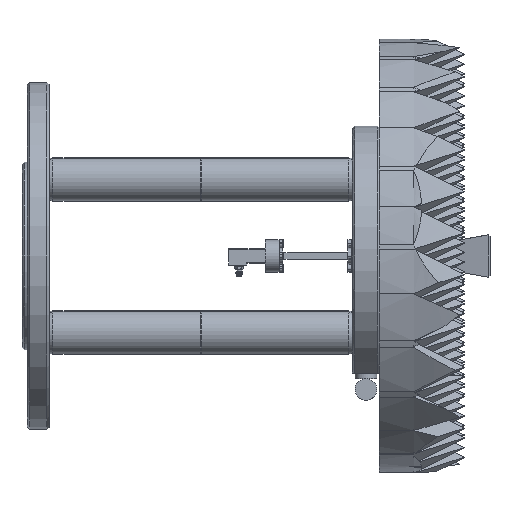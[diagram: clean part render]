
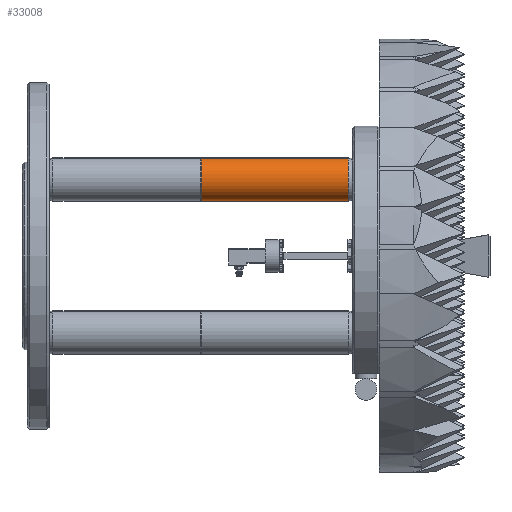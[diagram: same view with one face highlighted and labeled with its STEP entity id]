
A CAD part, left-side view. The second image highlights one B-rep face of the part: STEP entity #33008.
In plain terms, the highlighted cylindrical face has radius 12.7 mm (diameter 25.4 mm), a partial arc.
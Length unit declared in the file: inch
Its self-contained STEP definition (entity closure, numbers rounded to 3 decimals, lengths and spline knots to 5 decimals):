
#2329 = VERTEX_POINT ( 'NONE', #22314 ) ;
#3184 = CARTESIAN_POINT ( 'NONE',  ( -1.76777, -6.28594, 1.76777 ) ) ;
#3237 = VERTEX_POINT ( 'NONE', #20310 ) ;
#3423 = DIRECTION ( 'NONE',  ( 0., -1., 0. ) ) ;
#5310 = AXIS2_PLACEMENT_3D ( 'NONE', #20337, #13835, #45230 ) ;
#6085 = CIRCLE ( 'NONE', #5310, 0.5 ) ;
#8062 = ORIENTED_EDGE ( 'NONE', *, *, #30094, .T. ) ;
#8940 = CARTESIAN_POINT ( 'NONE',  ( -1.76777, -3.51, 1.76777 ) ) ;
#9762 = VERTEX_POINT ( 'NONE', #38526 ) ;
#10594 = DIRECTION ( 'NONE',  ( 0., 1., 0. ) ) ;
#10798 = EDGE_CURVE ( 'NONE', #33862, #3237, #28472, .T. ) ;
#11935 = DIRECTION ( 'NONE',  ( 0., 1., 0. ) ) ;
#12494 = EDGE_CURVE ( 'NONE', #33862, #2329, #6085, .T. ) ;
#13835 = DIRECTION ( 'NONE',  ( 0., -1., 0. ) ) ;
#15395 = ORIENTED_EDGE ( 'NONE', *, *, #12494, .F. ) ;
#15610 = VECTOR ( 'NONE', #10594, 39.37008 ) ;
#17605 = DIRECTION ( 'NONE',  ( 0.286, 0., -0.958 ) ) ;
#20310 = CARTESIAN_POINT ( 'NONE',  ( -1.91088, -3.51, 2.24685 ) ) ;
#20337 = CARTESIAN_POINT ( 'NONE',  ( -1.76777, -6.91, 1.76777 ) ) ;
#21499 = ORIENTED_EDGE ( 'NONE', *, *, #10798, .T. ) ;
#22314 = CARTESIAN_POINT ( 'NONE',  ( -1.62465, -6.91, 1.28869 ) ) ;
#24837 = ORIENTED_EDGE ( 'NONE', *, *, #41435, .F. ) ;
#28472 = LINE ( 'NONE', #38687, #15610 ) ;
#28798 = AXIS2_PLACEMENT_3D ( 'NONE', #8940, #11935, #36554 ) ;
#29998 = CARTESIAN_POINT ( 'NONE',  ( -1.91088, -6.91, 2.24685 ) ) ;
#30094 = EDGE_CURVE ( 'NONE', #9762, #2329, #36092, .T. ) ;
#30600 = EDGE_LOOP ( 'NONE', ( #24837, #8062, #15395, #21499 ) ) ;
#32517 = CIRCLE ( 'NONE', #28798, 0.5 ) ;
#33008 = ADVANCED_FACE ( 'NONE', ( #39409 ), #34805, .T. ) ;
#33263 = VECTOR ( 'NONE', #43278, 39.37008 ) ;
#33862 = VERTEX_POINT ( 'NONE', #29998 ) ;
#34805 = CYLINDRICAL_SURFACE ( 'NONE', #38082, 0.5 ) ;
#36092 = LINE ( 'NONE', #36545, #33263 ) ;
#36545 = CARTESIAN_POINT ( 'NONE',  ( -1.62465, -3.51, 1.28869 ) ) ;
#36554 = DIRECTION ( 'NONE',  ( 0.286, 0., -0.958 ) ) ;
#38082 = AXIS2_PLACEMENT_3D ( 'NONE', #3184, #3423, #17605 ) ;
#38526 = CARTESIAN_POINT ( 'NONE',  ( -1.62465, -3.51, 1.28869 ) ) ;
#38687 = CARTESIAN_POINT ( 'NONE',  ( -1.91088, -6.91, 2.24685 ) ) ;
#39409 = FACE_OUTER_BOUND ( 'NONE', #30600, .T. ) ;
#41435 = EDGE_CURVE ( 'NONE', #9762, #3237, #32517, .T. ) ;
#43278 = DIRECTION ( 'NONE',  ( 0., -1., 0. ) ) ;
#45230 = DIRECTION ( 'NONE',  ( -0.286, 0., 0.958 ) ) ;
